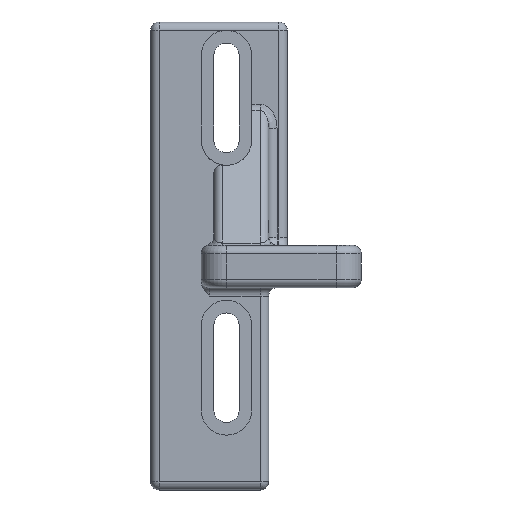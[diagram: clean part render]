
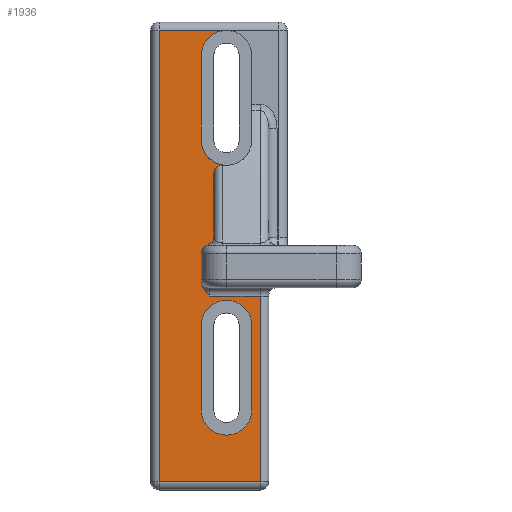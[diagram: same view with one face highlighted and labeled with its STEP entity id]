
A CAD part, front view. The second image highlights one B-rep face of the part: STEP entity #1936.
In plain terms, the highlighted planar face has unit normal (0, -1, 0).
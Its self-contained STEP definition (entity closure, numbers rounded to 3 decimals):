
#38=FACE_BOUND('',#646,.T.);
#61=PLANE('',#2167);
#117=LINE('',#3052,#273);
#121=LINE('',#3092,#277);
#124=LINE('',#3104,#280);
#127=LINE('',#3122,#283);
#132=LINE('',#3133,#288);
#193=LINE('',#3451,#349);
#194=LINE('',#3452,#350);
#195=LINE('',#3456,#351);
#196=LINE('',#3460,#352);
#197=LINE('',#3464,#353);
#273=VECTOR('',#2380,10.);
#277=VECTOR('',#2428,10.);
#280=VECTOR('',#2443,10.);
#283=VECTOR('',#2458,10.);
#288=VECTOR('',#2469,10.);
#349=VECTOR('',#2686,10.);
#350=VECTOR('',#2687,10.);
#351=VECTOR('',#2690,10.);
#352=VECTOR('',#2693,10.);
#353=VECTOR('',#2696,10.);
#525=FACE_OUTER_BOUND('',#645,.T.);
#645=EDGE_LOOP('',(#1652,#1653,#1654,#1655,#1656,#1657,#1658,#1659,#1660,
#1661,#1662,#1663,#1664,#1665));
#646=EDGE_LOOP('',(#1666,#1667,#1668,#1669));
#690=B_SPLINE_CURVE_WITH_KNOTS('',3,(#2976,#2977,#2978,#2979,#2980,#2981),
 .UNSPECIFIED.,.F.,.F.,(4,2,4),(0.,0.118,0.194),
 .UNSPECIFIED.);
#734=CIRCLE('',#2045,1.);
#774=CIRCLE('',#2117,1.);
#785=CIRCLE('',#2144,1.);
#795=CIRCLE('',#2168,3.);
#796=CIRCLE('',#2169,3.);
#797=CIRCLE('',#2170,3.);
#798=CIRCLE('',#2171,3.);
#845=VERTEX_POINT('',#2974);
#846=VERTEX_POINT('',#2975);
#849=VERTEX_POINT('',#3016);
#850=VERTEX_POINT('',#3017);
#860=VERTEX_POINT('',#3051);
#868=VERTEX_POINT('',#3073);
#871=VERTEX_POINT('',#3080);
#872=VERTEX_POINT('',#3084);
#883=VERTEX_POINT('',#3132);
#918=VERTEX_POINT('',#3247);
#919=VERTEX_POINT('',#3249);
#934=VERTEX_POINT('',#3383);
#951=VERTEX_POINT('',#3453);
#952=VERTEX_POINT('',#3455);
#953=VERTEX_POINT('',#3458);
#954=VERTEX_POINT('',#3459);
#955=VERTEX_POINT('',#3461);
#956=VERTEX_POINT('',#3463);
#1040=EDGE_CURVE('',#845,#846,#690,.F.);
#1046=EDGE_CURVE('',#849,#850,#734,.T.);
#1059=EDGE_CURVE('',#846,#860,#117,.T.);
#1077=EDGE_CURVE('',#872,#871,#121,.T.);
#1083=EDGE_CURVE('',#860,#872,#124,.T.);
#1090=EDGE_CURVE('',#871,#868,#127,.T.);
#1096=EDGE_CURVE('',#868,#883,#132,.T.);
#1145=EDGE_CURVE('',#918,#919,#774,.F.);
#1176=EDGE_CURVE('',#850,#934,#785,.T.);
#1204=EDGE_CURVE('',#845,#849,#193,.T.);
#1205=EDGE_CURVE('',#934,#919,#194,.T.);
#1206=EDGE_CURVE('',#918,#951,#795,.T.);
#1207=EDGE_CURVE('',#951,#952,#195,.T.);
#1208=EDGE_CURVE('',#952,#883,#796,.T.);
#1209=EDGE_CURVE('',#953,#954,#196,.T.);
#1210=EDGE_CURVE('',#954,#955,#797,.T.);
#1211=EDGE_CURVE('',#955,#956,#197,.T.);
#1212=EDGE_CURVE('',#956,#953,#798,.T.);
#1652=ORIENTED_EDGE('',*,*,#1204,.T.);
#1653=ORIENTED_EDGE('',*,*,#1046,.T.);
#1654=ORIENTED_EDGE('',*,*,#1176,.T.);
#1655=ORIENTED_EDGE('',*,*,#1205,.T.);
#1656=ORIENTED_EDGE('',*,*,#1145,.F.);
#1657=ORIENTED_EDGE('',*,*,#1206,.T.);
#1658=ORIENTED_EDGE('',*,*,#1207,.T.);
#1659=ORIENTED_EDGE('',*,*,#1208,.T.);
#1660=ORIENTED_EDGE('',*,*,#1096,.F.);
#1661=ORIENTED_EDGE('',*,*,#1090,.F.);
#1662=ORIENTED_EDGE('',*,*,#1077,.F.);
#1663=ORIENTED_EDGE('',*,*,#1083,.F.);
#1664=ORIENTED_EDGE('',*,*,#1059,.F.);
#1665=ORIENTED_EDGE('',*,*,#1040,.F.);
#1666=ORIENTED_EDGE('',*,*,#1209,.T.);
#1667=ORIENTED_EDGE('',*,*,#1210,.T.);
#1668=ORIENTED_EDGE('',*,*,#1211,.T.);
#1669=ORIENTED_EDGE('',*,*,#1212,.T.);
#1936=ADVANCED_FACE('',(#525,#38),#61,.F.);
#2045=AXIS2_PLACEMENT_3D('',#3018,#2358,#2359);
#2117=AXIS2_PLACEMENT_3D('',#3250,#2555,#2556);
#2144=AXIS2_PLACEMENT_3D('',#3385,#2622,#2623);
#2167=AXIS2_PLACEMENT_3D('',#3450,#2684,#2685);
#2168=AXIS2_PLACEMENT_3D('',#3454,#2688,#2689);
#2169=AXIS2_PLACEMENT_3D('',#3457,#2691,#2692);
#2170=AXIS2_PLACEMENT_3D('',#3462,#2694,#2695);
#2171=AXIS2_PLACEMENT_3D('',#3465,#2697,#2698);
#2358=DIRECTION('center_axis',(0.,1.,0.));
#2359=DIRECTION('ref_axis',(1.,0.,0.));
#2380=DIRECTION('',(1.,0.,0.));
#2428=DIRECTION('',(-1.,0.,0.));
#2443=DIRECTION('',(0.,0.,-1.));
#2458=DIRECTION('',(0.,0.,1.));
#2469=DIRECTION('',(1.,0.,0.));
#2555=DIRECTION('center_axis',(0.,1.,0.));
#2556=DIRECTION('ref_axis',(-0.661,0.,0.75));
#2622=DIRECTION('center_axis',(0.,-1.,0.));
#2623=DIRECTION('ref_axis',(0.707,0.,-0.707));
#2684=DIRECTION('center_axis',(0.,1.,0.));
#2685=DIRECTION('ref_axis',(1.,0.,0.));
#2686=DIRECTION('',(0.,0.,1.));
#2687=DIRECTION('',(0.,0.,1.));
#2688=DIRECTION('center_axis',(0.,1.,0.));
#2689=DIRECTION('ref_axis',(1.,0.,0.));
#2690=DIRECTION('',(0.,0.,1.));
#2691=DIRECTION('center_axis',(0.,1.,0.));
#2692=DIRECTION('ref_axis',(-1.,0.,0.));
#2693=DIRECTION('',(0.,0.,-1.));
#2694=DIRECTION('center_axis',(0.,1.,0.));
#2695=DIRECTION('ref_axis',(1.,0.,0.));
#2696=DIRECTION('',(0.,0.,1.));
#2697=DIRECTION('center_axis',(0.,1.,0.));
#2698=DIRECTION('ref_axis',(-1.,0.,0.));
#2974=CARTESIAN_POINT('',(6.,0.,24.732));
#2975=CARTESIAN_POINT('',(7.,0.,23.));
#2976=CARTESIAN_POINT('Ctrl Pts',(7.,0.,23.));
#2977=CARTESIAN_POINT('Ctrl Pts',(6.723,0.,
23.277));
#2978=CARTESIAN_POINT('Ctrl Pts',(6.396,0.,23.615));
#2979=CARTESIAN_POINT('Ctrl Pts',(6.09,0.,24.185));
#2980=CARTESIAN_POINT('Ctrl Pts',(6.,0.,24.477));
#2981=CARTESIAN_POINT('Ctrl Pts',(6.,0.,24.732));
#3016=CARTESIAN_POINT('',(6.,0.,28.064));
#3017=CARTESIAN_POINT('',(6.75,0.,29.032));
#3018=CARTESIAN_POINT('Origin',(7.,0.,28.064));
#3051=CARTESIAN_POINT('',(13.,0.,23.));
#3052=CARTESIAN_POINT('',(12.359,0.,23.));
#3073=CARTESIAN_POINT('',(1.,0.,54.5));
#3080=CARTESIAN_POINT('',(1.,0.,1.));
#3084=CARTESIAN_POINT('',(13.,0.,1.));
#3092=CARTESIAN_POINT('',(13.5,0.,1.));
#3104=CARTESIAN_POINT('',(13.,0.,19.875));
#3122=CARTESIAN_POINT('',(1.,0.,13.875));
#3132=CARTESIAN_POINT('',(9.,0.,54.5));
#3133=CARTESIAN_POINT('',(4.5,0.,54.5));
#3247=CARTESIAN_POINT('',(8.625,0.,38.524));
#3249=CARTESIAN_POINT('',(7.5,0.,37.531));
#3250=CARTESIAN_POINT('Origin',(8.5,0.,37.531));
#3383=CARTESIAN_POINT('',(7.5,0.,30.));
#3385=CARTESIAN_POINT('Origin',(6.5,0.,30.));
#3450=CARTESIAN_POINT('Origin',(9.,0.,27.75));
#3451=CARTESIAN_POINT('',(6.,0.,28.375));
#3452=CARTESIAN_POINT('',(7.5,0.,32.45));
#3453=CARTESIAN_POINT('',(6.,0.,41.5));
#3454=CARTESIAN_POINT('Origin',(9.,0.,41.5));
#3455=CARTESIAN_POINT('',(6.,0.,51.5));
#3456=CARTESIAN_POINT('',(6.,0.,34.625));
#3457=CARTESIAN_POINT('Origin',(9.,0.,51.5));
#3458=CARTESIAN_POINT('',(12.,0.,19.5));
#3459=CARTESIAN_POINT('',(12.,0.,9.5));
#3460=CARTESIAN_POINT('',(12.,0.,23.625));
#3461=CARTESIAN_POINT('',(6.,0.,9.5));
#3462=CARTESIAN_POINT('Origin',(9.,0.,9.5));
#3463=CARTESIAN_POINT('',(6.,0.,19.5));
#3464=CARTESIAN_POINT('',(6.,0.,18.625));
#3465=CARTESIAN_POINT('Origin',(9.,0.,19.5));
